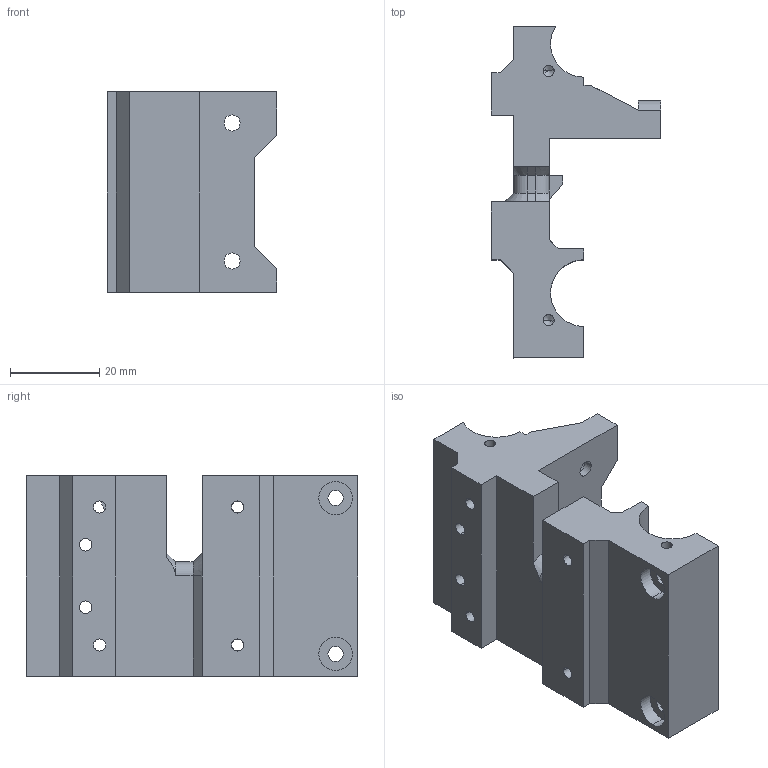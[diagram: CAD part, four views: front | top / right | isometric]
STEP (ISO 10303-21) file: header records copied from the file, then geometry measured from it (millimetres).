
FILE_DESCRIPTION (( 'STEP AP203' ), '1' );
FILE_NAME ('bearing holder body.STEP', '2018-01-09T05:11:50', ( '' ), ( '' ), 'SwSTEP 2.0', 'SolidWorks 2017', '' );
FILE_SCHEMA (( 'CONFIG_CONTROL_DESIGN' ));
Length unit declared in the file: millimetre
Products named in the file (1): bearing holder body
Bounding box: 38 x 74.5 x 45 mm (x, y, z)
Volume: 43720.8 mm3; surface area: 15233.5 mm2
Topology: 1 solids, 1 shells, 113 faces, 319 edges, 201 vertices
Faces by surface type: plane 54, cylinder 45, cone 14
Entity records: 3733 total; most frequent: CARTESIAN_POINT 691, DIRECTION 620, ORIENTED_EDGE 618, EDGE_CURVE 309, AXIS2_PLACEMENT_3D 210, VERTEX_POINT 201, LINE 200, VECTOR 200
